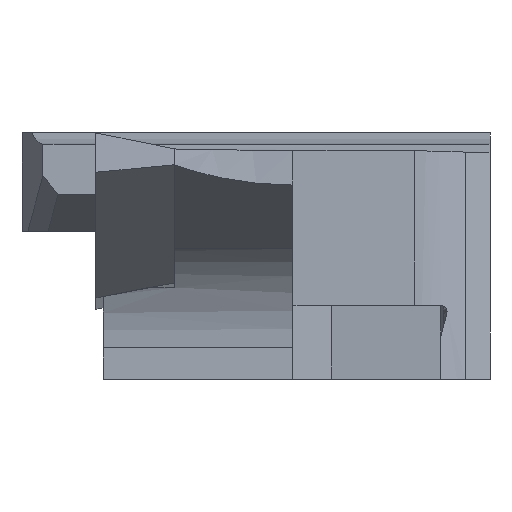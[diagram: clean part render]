
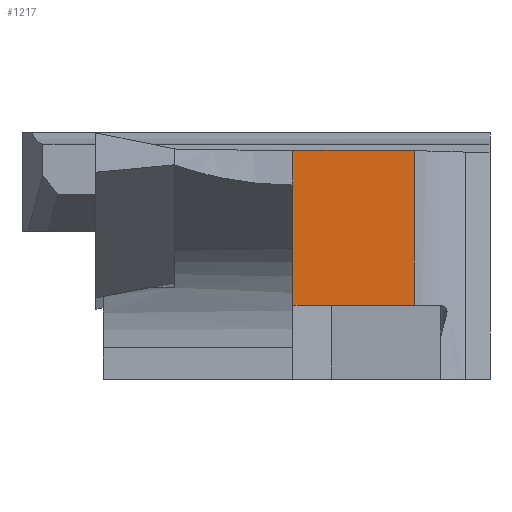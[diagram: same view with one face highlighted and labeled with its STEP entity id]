
A CAD part, left-side view. The second image highlights one B-rep face of the part: STEP entity #1217.
In plain terms, the highlighted planar face has unit normal (-1, 0, 0).
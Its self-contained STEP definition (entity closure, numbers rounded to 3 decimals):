
#8 = VERTEX_POINT ( 'NONE', #2081 ) ;
#248 = LINE ( 'NONE', #1781, #1911 ) ;
#358 = CARTESIAN_POINT ( 'NONE',  ( -98.3, -6.42, 4.29 ) ) ;
#359 = DIRECTION ( 'NONE',  ( 0., 0., -1. ) ) ;
#365 = DIRECTION ( 'NONE',  ( 0., 0., -1. ) ) ;
#484 = CARTESIAN_POINT ( 'NONE',  ( -98.3, -6.42, -2. ) ) ;
#495 = VERTEX_POINT ( 'NONE', #3493 ) ;
#565 = DIRECTION ( 'NONE',  ( 0., 1., 0. ) ) ;
#685 = VECTOR ( 'NONE', #1728, 1000. ) ;
#817 = AXIS2_PLACEMENT_3D ( 'NONE', #2998, #2775, #2690 ) ;
#833 = CARTESIAN_POINT ( 'NONE',  ( -98.3, -6.412, -2. ) ) ;
#1208 = EDGE_CURVE ( 'NONE', #1615, #1536, #248, .T. ) ;
#1217 = ADVANCED_FACE ( 'NONE', ( #3261 ), #3436, .F. ) ;
#1262 = ORIENTED_EDGE ( 'NONE', *, *, #1357, .T. ) ;
#1292 = ORIENTED_EDGE ( 'NONE', *, *, #1208, .F. ) ;
#1297 = ORIENTED_EDGE ( 'NONE', *, *, #1626, .F. ) ;
#1357 = EDGE_CURVE ( 'NONE', #3504, #495, #3148, .T. ) ;
#1488 = CARTESIAN_POINT ( 'NONE',  ( -98.3, -6.42, 132.907 ) ) ;
#1513 = VECTOR ( 'NONE', #2245, 1000. ) ;
#1516 = LINE ( 'NONE', #1540, #685 ) ;
#1536 = VERTEX_POINT ( 'NONE', #833 ) ;
#1540 = CARTESIAN_POINT ( 'NONE',  ( -98.3, -177.484, 4.29 ) ) ;
#1553 = VERTEX_POINT ( 'NONE', #358 ) ;
#1615 = VERTEX_POINT ( 'NONE', #484 ) ;
#1626 = EDGE_CURVE ( 'NONE', #8, #1553, #1516, .T. ) ;
#1728 = DIRECTION ( 'NONE',  ( 0., -1., 0. ) ) ;
#1742 = LINE ( 'NONE', #3345, #2380 ) ;
#1744 = EDGE_CURVE ( 'NONE', #1536, #495, #1742, .T. ) ;
#1781 = CARTESIAN_POINT ( 'NONE',  ( -98.3, -6.05, -2. ) ) ;
#1828 = ORIENTED_EDGE ( 'NONE', *, *, #1744, .F. ) ;
#1837 = ORIENTED_EDGE ( 'NONE', *, *, #2278, .T. ) ;
#1911 = VECTOR ( 'NONE', #565, 1000. ) ;
#2062 = EDGE_CURVE ( 'NONE', #8, #3504, #2148, .T. ) ;
#2081 = CARTESIAN_POINT ( 'NONE',  ( -98.3, -1.5, 4.29 ) ) ;
#2148 = LINE ( 'NONE', #2619, #3463 ) ;
#2236 = LINE ( 'NONE', #1488, #1513 ) ;
#2245 = DIRECTION ( 'NONE',  ( 0., 0., 1. ) ) ;
#2278 = EDGE_CURVE ( 'NONE', #1615, #1553, #2236, .T. ) ;
#2380 = VECTOR ( 'NONE', #3364, 1000. ) ;
#2497 = VECTOR ( 'NONE', #365, 1000. ) ;
#2619 = CARTESIAN_POINT ( 'NONE',  ( -98.3, -1.5, 5. ) ) ;
#2690 = DIRECTION ( 'NONE',  ( 0., 0., -1. ) ) ;
#2775 = DIRECTION ( 'NONE',  ( 1., 0., 0. ) ) ;
#2998 = CARTESIAN_POINT ( 'NONE',  ( -98.3, -1.5, 5. ) ) ;
#3148 = LINE ( 'NONE', #3433, #2497 ) ;
#3159 = EDGE_LOOP ( 'NONE', ( #1837, #1297, #3265, #1262, #1828, #1292 ) ) ;
#3261 = FACE_OUTER_BOUND ( 'NONE', #3159, .T. ) ;
#3265 = ORIENTED_EDGE ( 'NONE', *, *, #2062, .T. ) ;
#3345 = CARTESIAN_POINT ( 'NONE',  ( -98.3, -6.05, -2. ) ) ;
#3364 = DIRECTION ( 'NONE',  ( 0., 1., 0. ) ) ;
#3427 = CARTESIAN_POINT ( 'NONE',  ( -98.3, -1.5, 2.878 ) ) ;
#3433 = CARTESIAN_POINT ( 'NONE',  ( -98.3, -1.5, 0. ) ) ;
#3436 = PLANE ( 'NONE',  #817 ) ;
#3463 = VECTOR ( 'NONE', #359, 1000. ) ;
#3493 = CARTESIAN_POINT ( 'NONE',  ( -98.3, -1.5, -2. ) ) ;
#3504 = VERTEX_POINT ( 'NONE', #3427 ) ;
